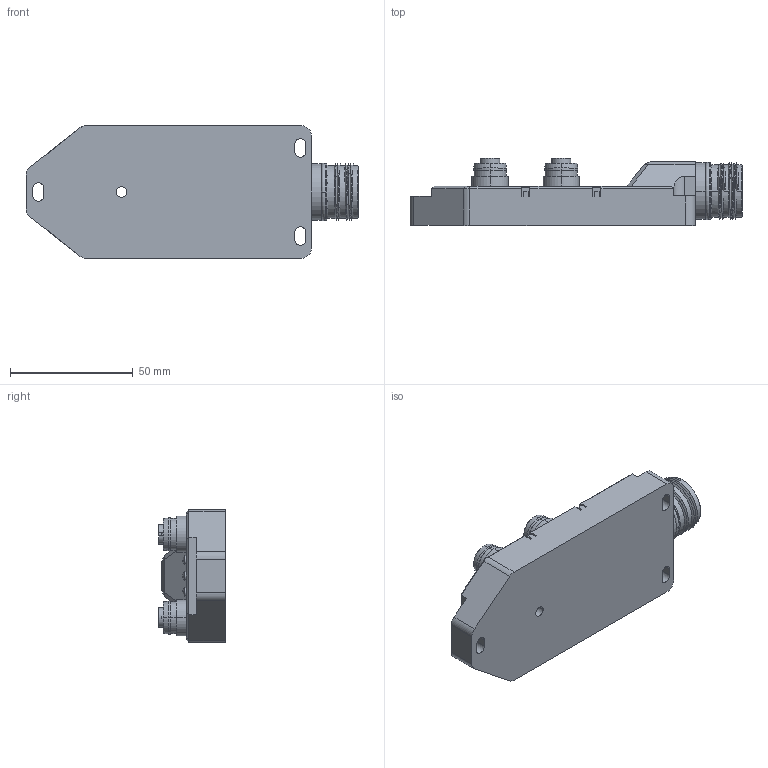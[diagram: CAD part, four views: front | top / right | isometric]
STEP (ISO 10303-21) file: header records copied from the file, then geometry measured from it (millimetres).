
FILE_DESCRIPTION((''),'2;1');
FILE_NAME('JB4M12-4P-R','2019-02-12T',('Dell'),(''),'CREO PARAMETRIC BY PTC INC, 2017020','CREO PARAMETRIC BY PTC INC, 2017020','');
FILE_SCHEMA(('CONFIG_CONTROL_DESIGN'));
Length unit declared in the file: millimetre
Products named in the file (1): JB4M12-4P-R
Bounding box: 135.5 x 27.3 x 54 mm (x, y, z)
Volume: 104536.2 mm3; surface area: 26965.3 mm2
Topology: 2 solids, 2 shells, 639 faces, 1651 edges, 1078 vertices
Faces by surface type: plane 283, cylinder 268, sphere 56, cone 24, bspline 4, torus 4
Entity records: 20502 total; most frequent: CARTESIAN_POINT 4417, DIRECTION 3571, ORIENTED_EDGE 3190, EDGE_CURVE 1595, AXIS2_PLACEMENT_3D 1375, VERTEX_POINT 1078, VECTOR 821, LINE 821
